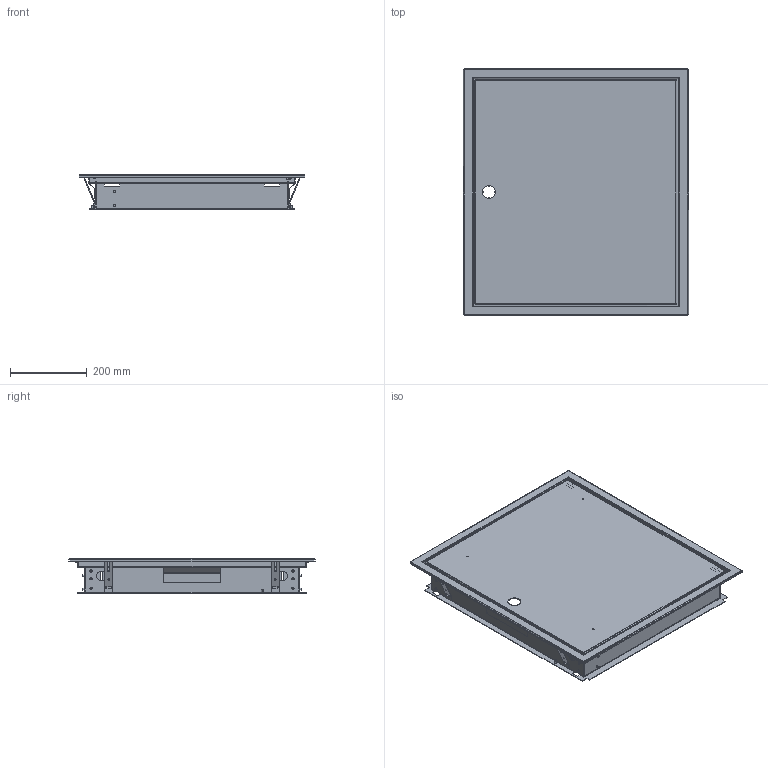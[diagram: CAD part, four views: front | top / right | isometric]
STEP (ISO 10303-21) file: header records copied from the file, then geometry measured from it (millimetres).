
FILE_DESCRIPTION (( 'STEP AP214' ), '1' );
FILE_NAME ('c_il308212-f_3d.STEP', '2019-10-11T10:48:09', ( '' ), ( '' ), 'SwSTEP 2.0', 'SolidWorks 2019', '' );
FILE_SCHEMA (( 'AUTOMOTIVE_DESIGN' ));
Length unit declared in the file: millimetre
Products named in the file (10): Frame; baglama donja_LH; Angle; Side; baglama gornja_LH; Metal part; Door; IL900220-F Bottom; IL900220-F Top; c_il308212-f_3d
Assembly tree (14 placements, depth 3):
  c_il308212-f_3d
    Frame
    Angle  x4
    Door
    IL900220-F Bottom
      baglama donja_LH
      Metal part
    IL900220-F Top
      baglama gornja_LH
      Metal part
    Side  x2
Bounding box: 585 x 640 x 89.5 mm (x, y, z)
Volume: 1033872.8 mm3; surface area: 1390119.3 mm2
Topology: 12 solids, 12 shells, 715 faces, 1824 edges, 1115 vertices
Faces by surface type: plane 417, cylinder 262, bspline 22, cone 8, sphere 5, torus 1
Entity records: 20495 total; most frequent: CARTESIAN_POINT 4473, DIRECTION 3288, ORIENTED_EDGE 3210, EDGE_CURVE 1605, VECTOR 1100, LINE 1100, AXIS2_PLACEMENT_3D 1094, VERTEX_POINT 977
